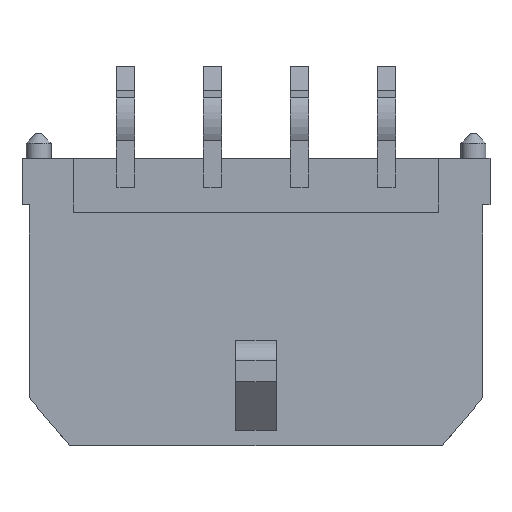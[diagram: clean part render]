
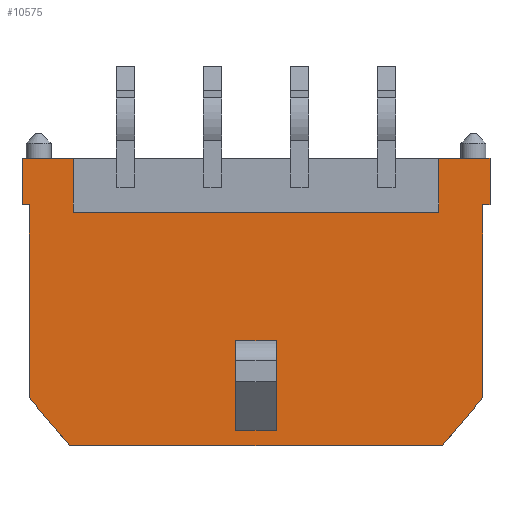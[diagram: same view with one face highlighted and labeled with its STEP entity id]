
A CAD part, front view. The second image highlights one B-rep face of the part: STEP entity #10575.
In plain terms, the highlighted face is planar.
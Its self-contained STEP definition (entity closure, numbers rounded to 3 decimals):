
#51 = LINE ( 'NONE', #1866, #1673 ) ;
#69 = EDGE_CURVE ( 'NONE', #10485, #6085, #51, .T. ) ;
#136 = VECTOR ( 'NONE', #5088, 1000. ) ;
#137 = DIRECTION ( 'NONE',  ( 1., 0., 0. ) ) ;
#144 = DIRECTION ( 'NONE',  ( -1., 0., 0. ) ) ;
#555 = ORIENTED_EDGE ( 'NONE', *, *, #3392, .T. ) ;
#633 = CARTESIAN_POINT ( 'NONE',  ( -12.575, 1.6, -4.9 ) ) ;
#640 = LINE ( 'NONE', #4124, #1973 ) ;
#693 = LINE ( 'NONE', #1547, #136 ) ;
#755 = ORIENTED_EDGE ( 'NONE', *, *, #6754, .T. ) ;
#924 = VECTOR ( 'NONE', #5437, 1000. ) ;
#1052 = VECTOR ( 'NONE', #144, 1000. ) ;
#1114 = DIRECTION ( 'NONE',  ( 0., 1., 0. ) ) ;
#1190 = LINE ( 'NONE', #2852, #3623 ) ;
#1219 = AXIS2_PLACEMENT_3D ( 'NONE', #6832, #10313, #11054 ) ;
#1418 = VECTOR ( 'NONE', #1114, 1000. ) ;
#1476 = DIRECTION ( 'NONE',  ( 0., -1., 0. ) ) ;
#1530 = CARTESIAN_POINT ( 'NONE',  ( -12.325, 1.6, -4.9 ) ) ;
#1546 = LINE ( 'NONE', #7767, #2381 ) ;
#1547 = CARTESIAN_POINT ( 'NONE',  ( -10.925, 9.91, -4.9 ) ) ;
#1592 = VECTOR ( 'NONE', #11236, 1000. ) ;
#1602 = CARTESIAN_POINT ( 'NONE',  ( 3.575, 0., -4.9 ) ) ;
#1625 = VECTOR ( 'NONE', #8170, 1000. ) ;
#1673 = VECTOR ( 'NONE', #7045, 1000. ) ;
#1689 = VERTEX_POINT ( 'NONE', #7039 ) ;
#1866 = CARTESIAN_POINT ( 'NONE',  ( -5.2, 9.37, -4.9 ) ) ;
#1883 = CARTESIAN_POINT ( 'NONE',  ( -12.575, 1.6, -4.9 ) ) ;
#1973 = VECTOR ( 'NONE', #3264, 1000. ) ;
#2049 = CARTESIAN_POINT ( 'NONE',  ( -3.8, 6.284, -4.9 ) ) ;
#2084 = CARTESIAN_POINT ( 'NONE',  ( -10.805, 0., -4.9 ) ) ;
#2101 = EDGE_CURVE ( 'NONE', #10488, #8258, #5600, .T. ) ;
#2276 = CARTESIAN_POINT ( 'NONE',  ( -12.575, 0., -4.9 ) ) ;
#2328 = VERTEX_POINT ( 'NONE', #4071 ) ;
#2332 = CARTESIAN_POINT ( 'NONE',  ( 3.325, 1.6, -4.9 ) ) ;
#2350 = EDGE_CURVE ( 'NONE', #5618, #5745, #640, .T. ) ;
#2381 = VECTOR ( 'NONE', #5033, 1000. ) ;
#2466 = DIRECTION ( 'NONE',  ( -1., 0., 0. ) ) ;
#2579 = LINE ( 'NONE', #4299, #1592 ) ;
#2852 = CARTESIAN_POINT ( 'NONE',  ( 3.325, 8.26, -4.9 ) ) ;
#2861 = CARTESIAN_POINT ( 'NONE',  ( 3.325, 1.6, -4.9 ) ) ;
#3006 = VECTOR ( 'NONE', #1476, 1000. ) ;
#3045 = VECTOR ( 'NONE', #7273, 1000. ) ;
#3103 = EDGE_CURVE ( 'NONE', #4405, #4943, #6478, .T. ) ;
#3264 = DIRECTION ( 'NONE',  ( 1., 0., 0. ) ) ;
#3266 = EDGE_CURVE ( 'NONE', #10461, #10448, #8644, .T. ) ;
#3392 = EDGE_CURVE ( 'NONE', #10485, #10461, #9998, .T. ) ;
#3623 = VECTOR ( 'NONE', #6329, 1000. ) ;
#3872 = CARTESIAN_POINT ( 'NONE',  ( -12.325, 1.6, -4.9 ) ) ;
#3930 = ORIENTED_EDGE ( 'NONE', *, *, #10085, .T. ) ;
#4071 = CARTESIAN_POINT ( 'NONE',  ( 1.805, 0., -4.9 ) ) ;
#4076 = CARTESIAN_POINT ( 'NONE',  ( -12.325, 8.26, -4.9 ) ) ;
#4088 = CARTESIAN_POINT ( 'NONE',  ( 1.925, 9.91, -4.9 ) ) ;
#4106 = FACE_BOUND ( 'NONE', #5731, .T. ) ;
#4124 = CARTESIAN_POINT ( 'NONE',  ( -10.805, 1.85, -4.9 ) ) ;
#4201 = VECTOR ( 'NONE', #7338, 1000. ) ;
#4212 = VECTOR ( 'NONE', #5701, 1000. ) ;
#4299 = CARTESIAN_POINT ( 'NONE',  ( 3.325, 1.6, -4.9 ) ) ;
#4405 = VERTEX_POINT ( 'NONE', #1530 ) ;
#4511 = CARTESIAN_POINT ( 'NONE',  ( 3.575, 0., -4.9 ) ) ;
#4679 = CARTESIAN_POINT ( 'NONE',  ( -5.2, 6.284, -4.9 ) ) ;
#4835 = CARTESIAN_POINT ( 'NONE',  ( -10.805, 0., -4.9 ) ) ;
#4943 = VERTEX_POINT ( 'NONE', #4076 ) ;
#5033 = DIRECTION ( 'NONE',  ( 1., 0., 0. ) ) ;
#5065 = ORIENTED_EDGE ( 'NONE', *, *, #5227, .F. ) ;
#5088 = DIRECTION ( 'NONE',  ( -0.647, -0.763, 0. ) ) ;
#5227 = EDGE_CURVE ( 'NONE', #1689, #8259, #1190, .T. ) ;
#5263 = VERTEX_POINT ( 'NONE', #633 ) ;
#5339 = LINE ( 'NONE', #10353, #1052 ) ;
#5409 = VERTEX_POINT ( 'NONE', #4511 ) ;
#5427 = EDGE_CURVE ( 'NONE', #5263, #10358, #10378, .T. ) ;
#5437 = DIRECTION ( 'NONE',  ( 0., -1., 0. ) ) ;
#5600 = LINE ( 'NONE', #2861, #1625 ) ;
#5618 = VERTEX_POINT ( 'NONE', #10185 ) ;
#5701 = DIRECTION ( 'NONE',  ( 0., 1., 0. ) ) ;
#5731 = EDGE_LOOP ( 'NONE', ( #6224, #10164, #6365, #555 ) ) ;
#5745 = VERTEX_POINT ( 'NONE', #8479 ) ;
#5891 = ORIENTED_EDGE ( 'NONE', *, *, #8674, .F. ) ;
#5939 = VECTOR ( 'NONE', #7994, 1000. ) ;
#6033 = ORIENTED_EDGE ( 'NONE', *, *, #11059, .F. ) ;
#6067 = CARTESIAN_POINT ( 'NONE',  ( -3.8, 9.37, -4.9 ) ) ;
#6085 = VERTEX_POINT ( 'NONE', #6067 ) ;
#6150 = ORIENTED_EDGE ( 'NONE', *, *, #10776, .F. ) ;
#6224 = ORIENTED_EDGE ( 'NONE', *, *, #3266, .T. ) ;
#6225 = CARTESIAN_POINT ( 'NONE',  ( 3.575, 0., -4.9 ) ) ;
#6329 = DIRECTION ( 'NONE',  ( -0.647, 0.763, 0. ) ) ;
#6365 = ORIENTED_EDGE ( 'NONE', *, *, #69, .F. ) ;
#6464 = ORIENTED_EDGE ( 'NONE', *, *, #2350, .F. ) ;
#6478 = LINE ( 'NONE', #3872, #4201 ) ;
#6506 = EDGE_CURVE ( 'NONE', #6968, #8259, #1546, .T. ) ;
#6554 = VECTOR ( 'NONE', #137, 1000. ) ;
#6754 = EDGE_CURVE ( 'NONE', #2328, #5745, #10709, .T. ) ;
#6832 = CARTESIAN_POINT ( 'NONE',  ( -12.325, 0., -4.9 ) ) ;
#6968 = VERTEX_POINT ( 'NONE', #11170 ) ;
#7039 = CARTESIAN_POINT ( 'NONE',  ( 3.325, 8.26, -4.9 ) ) ;
#7045 = DIRECTION ( 'NONE',  ( 1., 0., 0. ) ) ;
#7183 = LINE ( 'NONE', #6225, #5939 ) ;
#7273 = DIRECTION ( 'NONE',  ( -1., 0., 0. ) ) ;
#7334 = ORIENTED_EDGE ( 'NONE', *, *, #5427, .F. ) ;
#7338 = DIRECTION ( 'NONE',  ( 0., 1., 0. ) ) ;
#7339 = EDGE_LOOP ( 'NONE', ( #9527, #7334, #6033, #8658, #11004, #7487, #5065, #10895, #9610, #5891, #3930, #755, #6464, #6150 ) ) ;
#7487 = ORIENTED_EDGE ( 'NONE', *, *, #6506, .T. ) ;
#7700 = PLANE ( 'NONE',  #1219 ) ;
#7767 = CARTESIAN_POINT ( 'NONE',  ( -10.925, 9.91, -4.9 ) ) ;
#7899 = CARTESIAN_POINT ( 'NONE',  ( -5.2, 6.284, -4.9 ) ) ;
#7994 = DIRECTION ( 'NONE',  ( 0., 1., 0. ) ) ;
#8036 = EDGE_CURVE ( 'NONE', #6085, #10448, #8382, .T. ) ;
#8060 = CARTESIAN_POINT ( 'NONE',  ( -5.2, 9.37, -4.9 ) ) ;
#8134 = LINE ( 'NONE', #4835, #3045 ) ;
#8170 = DIRECTION ( 'NONE',  ( 1., 0., 0. ) ) ;
#8258 = VERTEX_POINT ( 'NONE', #11261 ) ;
#8259 = VERTEX_POINT ( 'NONE', #4088 ) ;
#8279 = CARTESIAN_POINT ( 'NONE',  ( -10.805, 0., -4.9 ) ) ;
#8382 = LINE ( 'NONE', #11055, #3006 ) ;
#8479 = CARTESIAN_POINT ( 'NONE',  ( 1.805, 1.85, -4.9 ) ) ;
#8644 = LINE ( 'NONE', #7899, #6554 ) ;
#8658 = ORIENTED_EDGE ( 'NONE', *, *, #3103, .T. ) ;
#8674 = EDGE_CURVE ( 'NONE', #5409, #8258, #7183, .T. ) ;
#8838 = DIRECTION ( 'NONE',  ( 0., -1., 0. ) ) ;
#9527 = ORIENTED_EDGE ( 'NONE', *, *, #10750, .T. ) ;
#9610 = ORIENTED_EDGE ( 'NONE', *, *, #2101, .T. ) ;
#9784 = VECTOR ( 'NONE', #2466, 1000. ) ;
#9975 = CARTESIAN_POINT ( 'NONE',  ( 1.805, 0., -4.9 ) ) ;
#9998 = LINE ( 'NONE', #8060, #924 ) ;
#10018 = LINE ( 'NONE', #2084, #1418 ) ;
#10028 = VERTEX_POINT ( 'NONE', #8279 ) ;
#10083 = EDGE_CURVE ( 'NONE', #6968, #4943, #693, .T. ) ;
#10085 = EDGE_CURVE ( 'NONE', #5409, #2328, #10270, .T. ) ;
#10143 = FACE_OUTER_BOUND ( 'NONE', #7339, .T. ) ;
#10163 = EDGE_CURVE ( 'NONE', #10488, #1689, #2579, .T. ) ;
#10164 = ORIENTED_EDGE ( 'NONE', *, *, #8036, .F. ) ;
#10185 = CARTESIAN_POINT ( 'NONE',  ( -10.805, 1.85, -4.9 ) ) ;
#10270 = LINE ( 'NONE', #1602, #9784 ) ;
#10313 = DIRECTION ( 'NONE',  ( 0., 0., -1. ) ) ;
#10353 = CARTESIAN_POINT ( 'NONE',  ( -12.325, 1.6, -4.9 ) ) ;
#10358 = VERTEX_POINT ( 'NONE', #2276 ) ;
#10378 = LINE ( 'NONE', #1883, #11285 ) ;
#10448 = VERTEX_POINT ( 'NONE', #2049 ) ;
#10461 = VERTEX_POINT ( 'NONE', #4679 ) ;
#10485 = VERTEX_POINT ( 'NONE', #11111 ) ;
#10488 = VERTEX_POINT ( 'NONE', #2332 ) ;
#10575 = ADVANCED_FACE ( 'NONE', ( #4106, #10143 ), #7700, .T. ) ;
#10709 = LINE ( 'NONE', #9975, #4212 ) ;
#10750 = EDGE_CURVE ( 'NONE', #10028, #10358, #8134, .T. ) ;
#10776 = EDGE_CURVE ( 'NONE', #10028, #5618, #10018, .T. ) ;
#10895 = ORIENTED_EDGE ( 'NONE', *, *, #10163, .F. ) ;
#11004 = ORIENTED_EDGE ( 'NONE', *, *, #10083, .F. ) ;
#11054 = DIRECTION ( 'NONE',  ( 1., 0., 0. ) ) ;
#11055 = CARTESIAN_POINT ( 'NONE',  ( -3.8, 9.37, -4.9 ) ) ;
#11059 = EDGE_CURVE ( 'NONE', #4405, #5263, #5339, .T. ) ;
#11111 = CARTESIAN_POINT ( 'NONE',  ( -5.2, 9.37, -4.9 ) ) ;
#11170 = CARTESIAN_POINT ( 'NONE',  ( -10.925, 9.91, -4.9 ) ) ;
#11236 = DIRECTION ( 'NONE',  ( 0., 1., 0. ) ) ;
#11261 = CARTESIAN_POINT ( 'NONE',  ( 3.575, 1.6, -4.9 ) ) ;
#11285 = VECTOR ( 'NONE', #8838, 1000. ) ;
